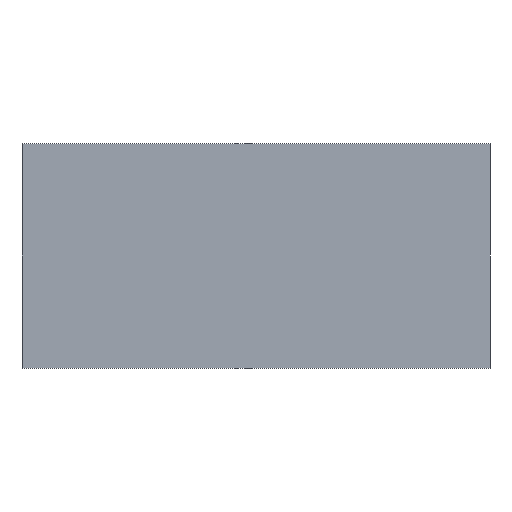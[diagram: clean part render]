
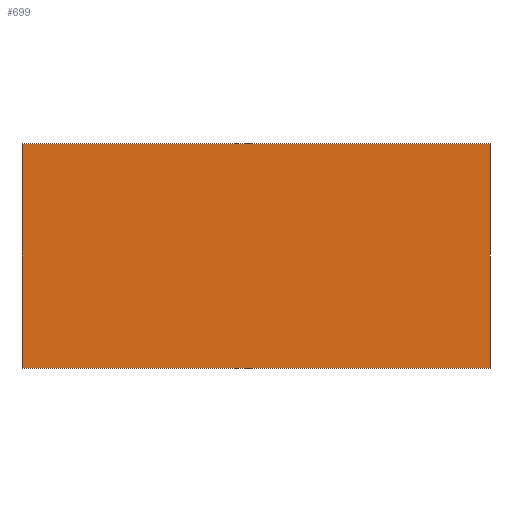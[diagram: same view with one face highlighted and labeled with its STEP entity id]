
A CAD part, front view. The second image highlights one B-rep face of the part: STEP entity #699.
In plain terms, the highlighted planar face has unit normal (0, -1, 0).
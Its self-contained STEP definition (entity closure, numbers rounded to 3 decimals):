
#6 = PLANE ( 'NONE',  #4678 ) ;
#131 = VECTOR ( 'NONE', #5720, 1000. ) ;
#313 = LINE ( 'NONE', #5982, #1637 ) ;
#699 = ADVANCED_FACE ( 'NONE', ( #5989 ), #6, .F. ) ;
#1169 = LINE ( 'NONE', #2414, #131 ) ;
#1392 = EDGE_LOOP ( 'NONE', ( #5003, #7911, #7287, #4928 ) ) ;
#1637 = VECTOR ( 'NONE', #6731, 1000. ) ;
#1657 = CARTESIAN_POINT ( 'NONE',  ( -37.5, -0.1, -18. ) ) ;
#2315 = CARTESIAN_POINT ( 'NONE',  ( 37.5, -0.1, 18. ) ) ;
#2355 = DIRECTION ( 'NONE',  ( -1., 0., 0. ) ) ;
#2414 = CARTESIAN_POINT ( 'NONE',  ( -37.5, -0.1, -18. ) ) ;
#2420 = VERTEX_POINT ( 'NONE', #2315 ) ;
#2610 = VECTOR ( 'NONE', #2982, 1000. ) ;
#2685 = DIRECTION ( 'NONE',  ( 0., 0., 1. ) ) ;
#2797 = EDGE_CURVE ( 'NONE', #8481, #2420, #7851, .T. ) ;
#2982 = DIRECTION ( 'NONE',  ( 1., 0., 0. ) ) ;
#3058 = EDGE_CURVE ( 'NONE', #2420, #4062, #313, .T. ) ;
#3724 = CARTESIAN_POINT ( 'NONE',  ( -37.5, -0.1, 18. ) ) ;
#4062 = VERTEX_POINT ( 'NONE', #7132 ) ;
#4261 = CARTESIAN_POINT ( 'NONE',  ( -37.5, -0.1, 18. ) ) ;
#4324 = VERTEX_POINT ( 'NONE', #7473 ) ;
#4678 = AXIS2_PLACEMENT_3D ( 'NONE', #6596, #6652, #2685 ) ;
#4928 = ORIENTED_EDGE ( 'NONE', *, *, #7355, .F. ) ;
#5003 = ORIENTED_EDGE ( 'NONE', *, *, #3058, .F. ) ;
#5720 = DIRECTION ( 'NONE',  ( 0., 0., 1. ) ) ;
#5982 = CARTESIAN_POINT ( 'NONE',  ( 37.5, -0.1, -18. ) ) ;
#5989 = FACE_OUTER_BOUND ( 'NONE', #1392, .T. ) ;
#6596 = CARTESIAN_POINT ( 'NONE',  ( 0., -0.1, 0. ) ) ;
#6652 = DIRECTION ( 'NONE',  ( 0., 1., 0. ) ) ;
#6731 = DIRECTION ( 'NONE',  ( 0., 0., -1. ) ) ;
#6942 = VECTOR ( 'NONE', #2355, 1000. ) ;
#7132 = CARTESIAN_POINT ( 'NONE',  ( 37.5, -0.1, -18. ) ) ;
#7287 = ORIENTED_EDGE ( 'NONE', *, *, #8533, .F. ) ;
#7355 = EDGE_CURVE ( 'NONE', #4062, #4324, #7762, .T. ) ;
#7473 = CARTESIAN_POINT ( 'NONE',  ( -37.5, -0.1, -18. ) ) ;
#7762 = LINE ( 'NONE', #1657, #6942 ) ;
#7851 = LINE ( 'NONE', #3724, #2610 ) ;
#7911 = ORIENTED_EDGE ( 'NONE', *, *, #2797, .F. ) ;
#8481 = VERTEX_POINT ( 'NONE', #4261 ) ;
#8533 = EDGE_CURVE ( 'NONE', #4324, #8481, #1169, .T. ) ;
